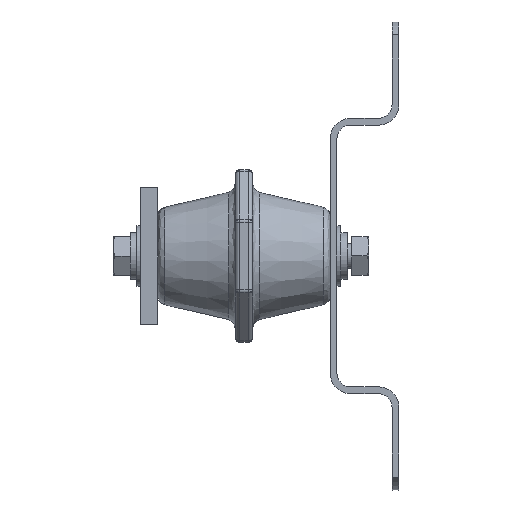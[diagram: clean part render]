
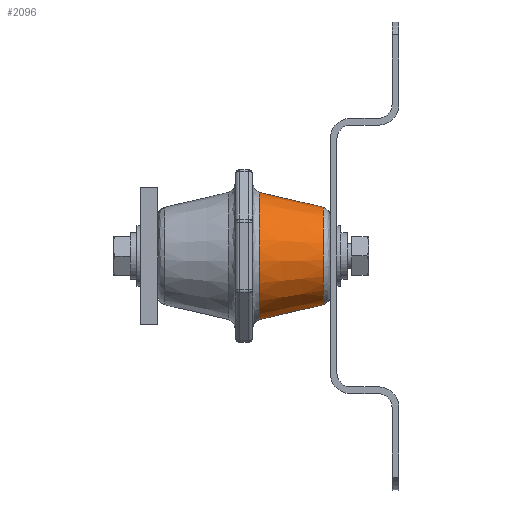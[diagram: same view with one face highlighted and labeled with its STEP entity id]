
A CAD part, left-side view. The second image highlights one B-rep face of the part: STEP entity #2096.
In plain terms, the highlighted conical face has half-angle 13.134 degrees and reference radius 23.558 mm.
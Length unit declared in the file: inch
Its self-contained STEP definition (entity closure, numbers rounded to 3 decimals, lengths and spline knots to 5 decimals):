
#967 = EDGE_LOOP ( 'NONE', ( #7060 ) ) ;
#1561 = CARTESIAN_POINT ( 'NONE',  ( -3.95938, -1.74241, 0. ) ) ;
#1689 = DIRECTION ( 'NONE',  ( 0., 1., 0. ) ) ;
#2096 = ADVANCED_FACE ( 'NONE', ( #3211, #7142 ), #3208, .T. ) ;
#2302 = DIRECTION ( 'NONE',  ( 0., 1., 0. ) ) ;
#2368 = CIRCLE ( 'NONE', #2935, 0.71004 ) ;
#2935 = AXIS2_PLACEMENT_3D ( 'NONE', #6424, #1689, #8051 ) ;
#3208 = CONICAL_SURFACE ( 'NONE', #10560, 0.92746, 0.229 ) ;
#3211 = FACE_OUTER_BOUND ( 'NONE', #967, .T. ) ;
#3229 = CARTESIAN_POINT ( 'NONE',  ( -3.45731, -2.67422, 0.50207 ) ) ;
#4791 = EDGE_CURVE ( 'NONE', #9589, #9589, #2368, .T. ) ;
#5168 = DIRECTION ( 'NONE',  ( 0., -1., 0. ) ) ;
#6071 = ORIENTED_EDGE ( 'NONE', *, *, #4791, .T. ) ;
#6222 = EDGE_LOOP ( 'NONE', ( #6071 ) ) ;
#6263 = VERTEX_POINT ( 'NONE', #11821 ) ;
#6424 = CARTESIAN_POINT ( 'NONE',  ( -3.95938, -2.67422, 0. ) ) ;
#6935 = AXIS2_PLACEMENT_3D ( 'NONE', #11701, #5168, #9653 ) ;
#7060 = ORIENTED_EDGE ( 'NONE', *, *, #9767, .T. ) ;
#7142 = FACE_BOUND ( 'NONE', #6222, .T. ) ;
#8051 = DIRECTION ( 'NONE',  ( 0.707, 0., 0.707 ) ) ;
#9589 = VERTEX_POINT ( 'NONE', #3229 ) ;
#9653 = DIRECTION ( 'NONE',  ( -0.707, 0., -0.707 ) ) ;
#9767 = EDGE_CURVE ( 'NONE', #6263, #6263, #10609, .T. ) ;
#10560 = AXIS2_PLACEMENT_3D ( 'NONE', #1561, #2302, #10656 ) ;
#10609 = CIRCLE ( 'NONE', #6935, 0.92746 ) ;
#10656 = DIRECTION ( 'NONE',  ( -0.707, 0., -0.707 ) ) ;
#11701 = CARTESIAN_POINT ( 'NONE',  ( -3.95938, -1.74241, 0. ) ) ;
#11821 = CARTESIAN_POINT ( 'NONE',  ( -4.6152, -1.74241, -0.65581 ) ) ;
